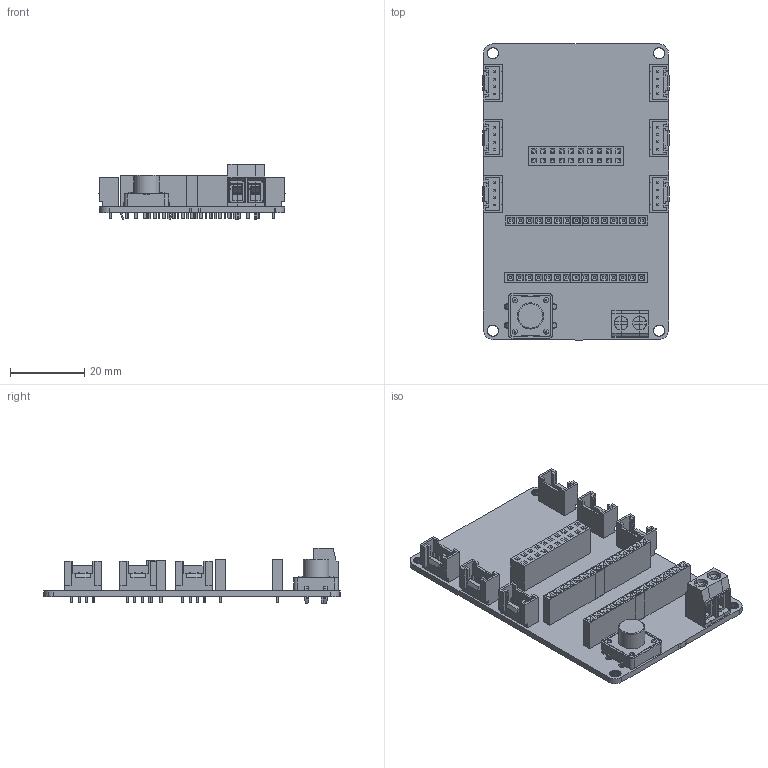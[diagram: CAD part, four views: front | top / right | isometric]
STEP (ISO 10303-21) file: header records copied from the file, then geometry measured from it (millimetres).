
FILE_DESCRIPTION(('Open CASCADE Model'),'2;1');
FILE_NAME('Open CASCADE Shape Model','2025-05-13T11:14:33',('Author'),( 'Open CASCADE'),'Open CASCADE STEP processor 7.5','Open CASCADE 7.5' ,'Unknown');
FILE_SCHEMA(('AUTOMOTIVE_DESIGN { 1 0 10303 214 1 1 1 1 }'));
Length unit declared in the file: millimetre
Products named in the file (28): PCB; Board; Open CASCADE STEP translator 7.5 1.1.1; JANALOG1; Header _Fem_1X8; J8; 929XXX-01-10-XX_RGB8421504; JDIGITAL1; J7; 691137710002; MRT12P5_SX; MRT12P5_CNT; MRT12P5_DX; J6; grove-4-pin; User Library-grove_grove_plastika; User Library-grove_pin; PB1; 4304x60857x6; frame; cover; pins; J5; J4; J3; J2; J1
Assembly tree (38 placements, depth 4):
  PCB
    Board
      Open CASCADE STEP translator 7.5 1.1.1
    JANALOG1
      Header _Fem_1X8  x2
    J8
      929XXX-01-10-XX_RGB8421504
    JDIGITAL1
      Header _Fem_1X8  x2
    J7
      691137710002
        MRT12P5_SX
        MRT12P5_CNT
        MRT12P5_DX
    J6
      grove-4-pin
        User Library-grove_grove_plastika
        User Library-grove_pin  x4
    PB1
      4304x60857x6
        frame
        cover
        pins
        pins
    J5
      grove-4-pin
        User Library-grove_grove_plastika
        User Library-grove_pin  x4
    J4
      grove-4-pin
        User Library-grove_grove_plastika
        User Library-grove_pin  x4
    J3
      grove-4-pin
        User Library-grove_grove_plastika
        User Library-grove_pin  x4
    J2
      grove-4-pin
        User Library-grove_grove_plastika
        User Library-grove_pin  x4
    J1
      grove-4-pin
        User Library-grove_grove_plastika
        User Library-grove_pin  x4
Bounding box: 50.44 x 80 x 15.1 mm (x, y, z)
Volume: 11504.4 mm3; surface area: 17988.3 mm2
Topology: 43 solids, 43 shells, 2368 faces, 6147 edges, 3958 vertices
Faces by surface type: plane 2102, cylinder 261, bspline 4, torus 1
Full cylindrical faces by diameter (mm): 0.8 x54, 1 x8, 1.02 x20, 1.3 x2, 1.7 x4, 7 x1, 7.1 x1
Entity records: 51687 total; most frequent: CARTESIAN_POINT 8532, ORIENTED_EDGE 8180, DIRECTION 7559, EDGE_CURVE 4090, LINE 3615, VECTOR 3615, VERTEX_POINT 2680, AXIS2_PLACEMENT_3D 1972
